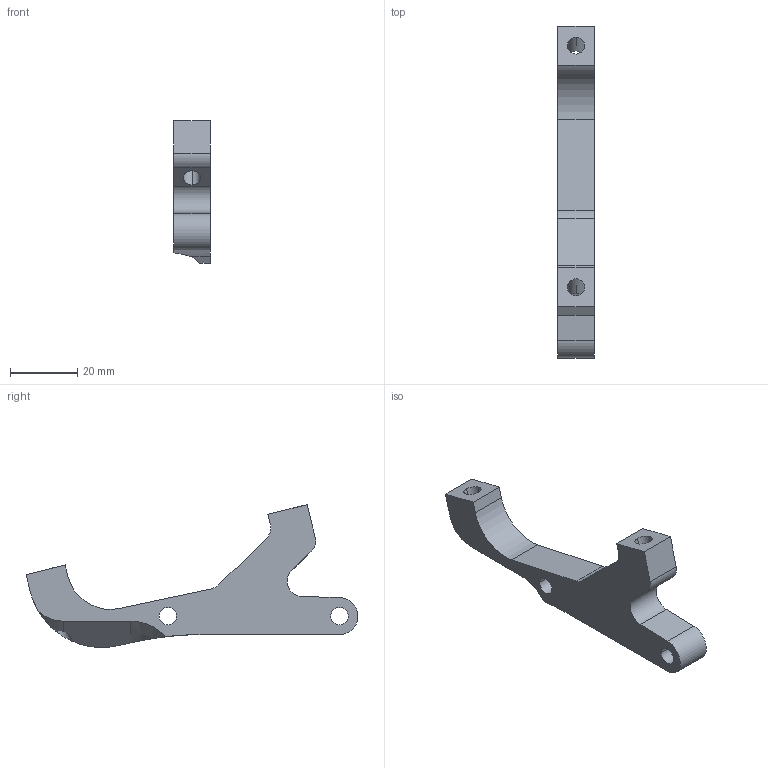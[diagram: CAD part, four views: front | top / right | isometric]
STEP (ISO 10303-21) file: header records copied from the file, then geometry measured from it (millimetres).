
FILE_DESCRIPTION((''),'2;1');
FILE_NAME('20-5015-089-XXX','2020-06-30T08:29:17',('pmedalie'),('SRAM CORPORATION'),'CREO PARAMETRIC BY PTC INC, 2019080','CREO PARAMETRIC BY PTC INC, 2019080','');
FILE_SCHEMA(('CONFIG_CONTROL_DESIGN'));
Length unit declared in the file: millimetre
Products named in the file (1): 20-5015-089-XXX
Bounding box: 11 x 98.79 x 42.52 mm (x, y, z)
Volume: 15817.7 mm3; surface area: 6862.4 mm2
Topology: 1 solids, 1 shells, 281 faces, 813 edges, 542 vertices
Faces by surface type: plane 263, cylinder 16, cone 2
Entity records: 9199 total; most frequent: CARTESIAN_POINT 1726, ORIENTED_EDGE 1626, DIRECTION 1394, EDGE_CURVE 813, VECTOR 772, LINE 772, VERTEX_POINT 542, AXIS2_PLACEMENT_3D 311
